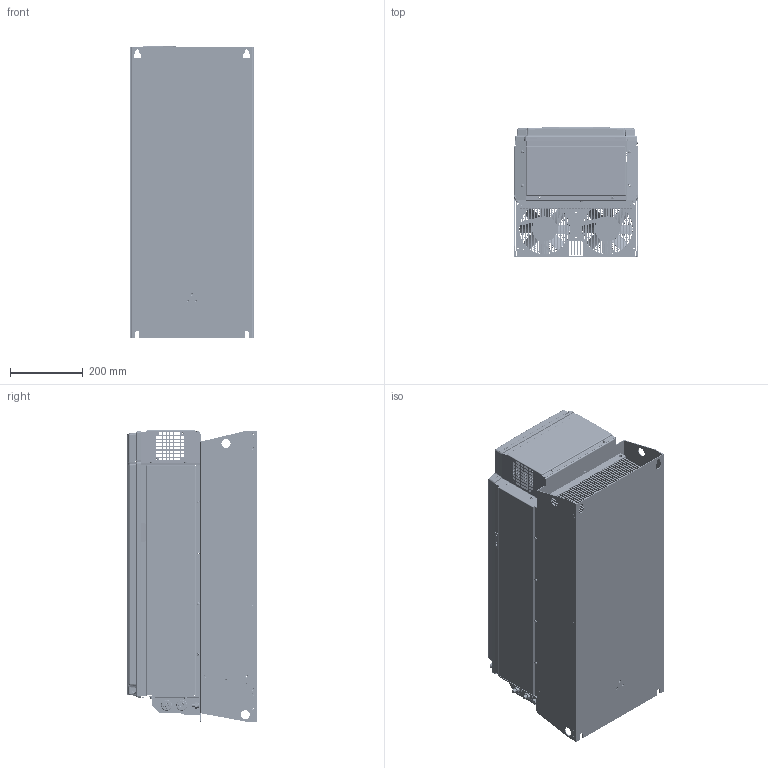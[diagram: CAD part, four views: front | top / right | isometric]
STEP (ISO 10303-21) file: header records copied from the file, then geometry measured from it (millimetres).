
FILE_DESCRIPTION (( 'STEP AP214' ), '1' );
FILE_NAME ('U1F5T0R-0000_KEB-COMBIVERT.STEP', '2016-10-07T12:38:04', ( 'KEB' ), ( 'Karl E. Brinkmann GmbH' ), 'SwSTEP 2.0', 'SolidWorks 2013', '' );
FILE_SCHEMA (( 'AUTOMOTIVE_DESIGN' ));
Length unit declared in the file: millimetre
Products named in the file (1): U1F5T0R-0000_KEB-COMBIVERT
Bounding box: 340 x 357 x 801.14 mm (x, y, z)
Surface area: 9121732.1 mm2 (no closed solid volume)
Topology: 0 solids, 340 shells, 2774 faces, 13772 edges, 10762 vertices
Faces by surface type: plane 1545, cylinder 669, cone 267, torus 179, sphere 66, bspline 48
Entity records: 149501 total; most frequent: CARTESIAN_POINT 39202, DIRECTION 22703, ORIENTED_EDGE 19025, EDGE_CURVE 13766, VERTEX_POINT 10762, LINE 8121, VECTOR 8121, AXIS2_PLACEMENT_3D 7291
